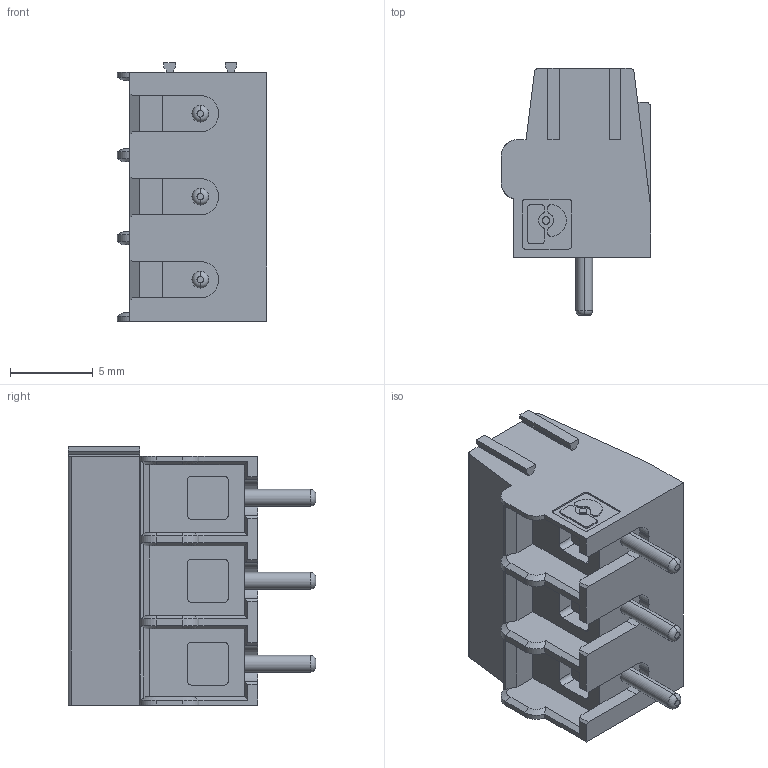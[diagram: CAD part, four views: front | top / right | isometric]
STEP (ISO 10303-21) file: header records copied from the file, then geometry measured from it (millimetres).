
FILE_DESCRIPTION (( 'STEP AP214' ), '1' );
FILE_NAME ('User Library-pxc_1935174_03_PT-1-5-3-5-0-H_3D.STEP', '2023-09-18T15:28:05', ( '' ), ( '' ), 'SwSTEP 2.0', 'SolidWorks 2022', '' );
FILE_SCHEMA (( 'AUTOMOTIVE_DESIGN' ));
Length unit declared in the file: millimetre
Products named in the file (2): User Library-pxc_1935174_03_PT-1-5-3-5-0-H_3D; pt_1.5-3-5.0-h
Assembly tree (1 placements, depth 2):
  User Library-pxc_1935174_03_PT-1-5-3-5-0-H_3D
    pt_1.5-3-5.0-h
Bounding box: 9 x 14.9 x 15.57 mm (x, y, z)
Volume: 1060.8 mm3; surface area: 1128 mm2
Topology: 1 solids, 1 shells, 293 faces, 780 edges, 508 vertices
Faces by surface type: plane 191, cylinder 72, cone 18, torus 6, bspline 6
Entity records: 12599 total; most frequent: CARTESIAN_POINT 1981, ORIENTED_EDGE 1560, DIRECTION 1500, EDGE_CURVE 780, VECTOR 534, LINE 534, VERTEX_POINT 508, AXIS2_PLACEMENT_3D 483
